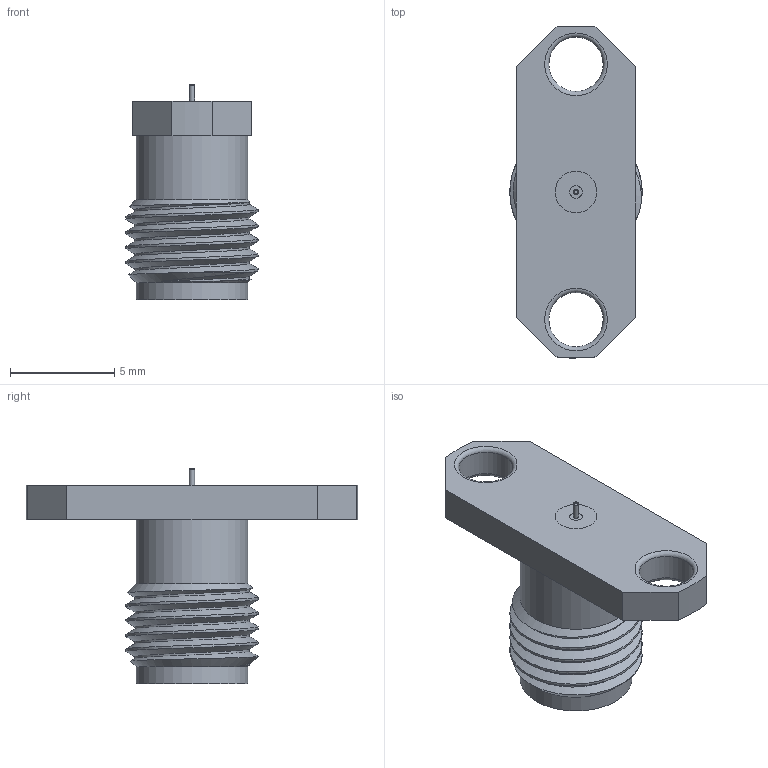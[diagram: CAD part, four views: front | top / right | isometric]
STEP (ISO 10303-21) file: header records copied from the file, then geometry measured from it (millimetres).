
FILE_DESCRIPTION(/* description */ ('Unknown'),/* implementation_level */ '2;1');
FILE_NAME(/* name */ '60312412114517',/* time_stamp */ '2018-09-19T16:17:36+02:00',/* author */ ('Unknown'),/* organization */ ('Unknown'),/* preprocessor_version */ 'ST-DEVELOPER v16.7',/* originating_system */ 'DEX',/* authorisation */ $);
FILE_SCHEMA (('AUTOMOTIVE_DESIGN {1 0 10303 214 3 1 1}'));
Length unit declared in the file: millimetre
Products named in the file (1): 60312412114517
Bounding box: 6.33 x 15.89 x 10.3 mm (x, y, z)
Volume: 272.4 mm3; surface area: 499.3 mm2
Topology: 1 solids, 3 shells, 68 faces, 161 edges, 107 vertices
Faces by surface type: plane 28, cylinder 26, cone 7, torus 5, bspline 2
Full cylindrical faces by diameter (mm): 0.25 x1, 0.595 x1, 0.6 x1, 1.51 x1, 1.998 x1, 2 x1, 2.6 x2, 4.06 x2, 4.26 x1, 4.95 x1, 5.35 x2
Entity records: 2983 total; most frequent: CARTESIAN_POINT 1007, DIRECTION 326, ORIENTED_EDGE 260, AXIS2_PLACEMENT_3D 145, EDGE_CURVE 130, EDGE_LOOP 106, FACE_BOUND 106, VERTEX_POINT 98
